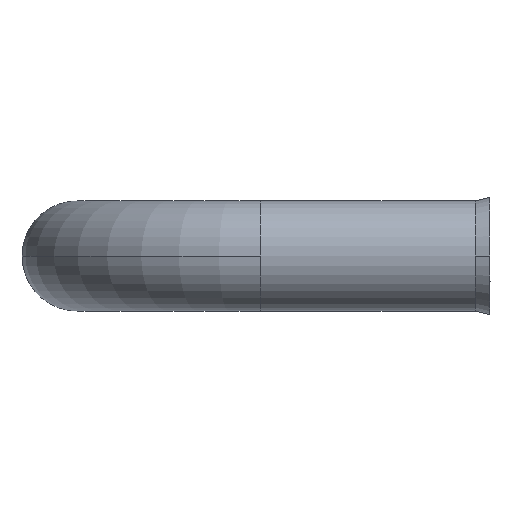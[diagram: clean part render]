
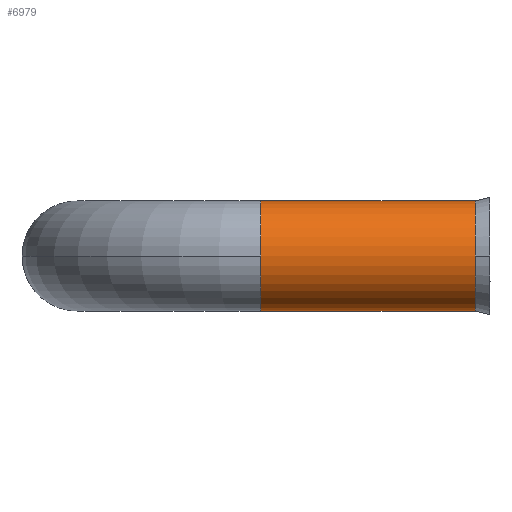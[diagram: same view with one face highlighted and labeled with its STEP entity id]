
A CAD part, left-side view. The second image highlights one B-rep face of the part: STEP entity #6979.
In plain terms, the highlighted cylindrical face has radius 6 mm (diameter 12 mm), a partial arc.
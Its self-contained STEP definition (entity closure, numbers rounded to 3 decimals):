
#8 = DIRECTION ( 'NONE',  ( 0., -1., 0. ) ) ;
#668 = AXIS2_PLACEMENT_3D ( 'NONE', #3836, #7735, #692 ) ;
#692 = DIRECTION ( 'NONE',  ( 1., 0., 0. ) ) ;
#730 = VERTEX_POINT ( 'NONE', #9413 ) ;
#939 = AXIS2_PLACEMENT_3D ( 'NONE', #4545, #6136, #6895 ) ;
#945 = VERTEX_POINT ( 'NONE', #7355 ) ;
#997 = EDGE_LOOP ( 'NONE', ( #7430, #3525, #8283, #8660, #4749, #8388 ) ) ;
#1058 = CARTESIAN_POINT ( 'NONE',  ( -62.5, 25., 0. ) ) ;
#1284 = DIRECTION ( 'NONE',  ( 0., 1., 0. ) ) ;
#1674 = DIRECTION ( 'NONE',  ( 0., 1., 0. ) ) ;
#1781 = DIRECTION ( 'NONE',  ( 0., 0., 1. ) ) ;
#1833 = VERTEX_POINT ( 'NONE', #7337 ) ;
#1915 = CIRCLE ( 'NONE', #3478, 6. ) ;
#2051 = EDGE_CURVE ( 'NONE', #1833, #7797, #2776, .T. ) ;
#2269 = EDGE_CURVE ( 'NONE', #1833, #4265, #1915, .T. ) ;
#2502 = CYLINDRICAL_SURFACE ( 'NONE', #7120, 6. ) ;
#2776 = LINE ( 'NONE', #9900, #8260 ) ;
#2804 = CARTESIAN_POINT ( 'NONE',  ( -62.5, 0., -6. ) ) ;
#3161 = EDGE_CURVE ( 'NONE', #7065, #730, #6430, .T. ) ;
#3310 = CARTESIAN_POINT ( 'NONE',  ( -68.5, 1.6, 0. ) ) ;
#3478 = AXIS2_PLACEMENT_3D ( 'NONE', #4793, #8, #9549 ) ;
#3491 = VECTOR ( 'NONE', #1284, 1000. ) ;
#3525 = ORIENTED_EDGE ( 'NONE', *, *, #3617, .F. ) ;
#3617 = EDGE_CURVE ( 'NONE', #4265, #7065, #4354, .T. ) ;
#3660 = DIRECTION ( 'NONE',  ( 0., 1., 0. ) ) ;
#3836 = CARTESIAN_POINT ( 'NONE',  ( -62.5, 1.6, 0. ) ) ;
#4265 = VERTEX_POINT ( 'NONE', #3310 ) ;
#4345 = EDGE_CURVE ( 'NONE', #945, #7797, #6302, .T. ) ;
#4354 = CIRCLE ( 'NONE', #668, 6. ) ;
#4545 = CARTESIAN_POINT ( 'NONE',  ( -62.5, 25., 0. ) ) ;
#4749 = ORIENTED_EDGE ( 'NONE', *, *, #4345, .F. ) ;
#4793 = CARTESIAN_POINT ( 'NONE',  ( -62.5, 1.6, 0. ) ) ;
#4894 = DIRECTION ( 'NONE',  ( 0., 1., 0. ) ) ;
#4946 = EDGE_CURVE ( 'NONE', #730, #945, #9623, .T. ) ;
#6136 = DIRECTION ( 'NONE',  ( 0., 1., 0. ) ) ;
#6302 = CIRCLE ( 'NONE', #8267, 6. ) ;
#6430 = LINE ( 'NONE', #2804, #3491 ) ;
#6895 = DIRECTION ( 'NONE',  ( 0., 0., 1. ) ) ;
#6979 = ADVANCED_FACE ( 'NONE', ( #7152 ), #2502, .T. ) ;
#7065 = VERTEX_POINT ( 'NONE', #7315 ) ;
#7112 = CARTESIAN_POINT ( 'NONE',  ( -62.5, 0., 0. ) ) ;
#7120 = AXIS2_PLACEMENT_3D ( 'NONE', #7112, #1674, #9680 ) ;
#7152 = FACE_OUTER_BOUND ( 'NONE', #997, .T. ) ;
#7315 = CARTESIAN_POINT ( 'NONE',  ( -62.5, 1.6, -6. ) ) ;
#7337 = CARTESIAN_POINT ( 'NONE',  ( -62.5, 1.6, 6. ) ) ;
#7355 = CARTESIAN_POINT ( 'NONE',  ( -68.5, 25., 0. ) ) ;
#7430 = ORIENTED_EDGE ( 'NONE', *, *, #3161, .F. ) ;
#7735 = DIRECTION ( 'NONE',  ( 0., -1., 0. ) ) ;
#7797 = VERTEX_POINT ( 'NONE', #9427 ) ;
#8260 = VECTOR ( 'NONE', #3660, 1000. ) ;
#8267 = AXIS2_PLACEMENT_3D ( 'NONE', #1058, #4894, #1781 ) ;
#8283 = ORIENTED_EDGE ( 'NONE', *, *, #2269, .F. ) ;
#8388 = ORIENTED_EDGE ( 'NONE', *, *, #4946, .F. ) ;
#8660 = ORIENTED_EDGE ( 'NONE', *, *, #2051, .T. ) ;
#9413 = CARTESIAN_POINT ( 'NONE',  ( -62.5, 25., -6. ) ) ;
#9427 = CARTESIAN_POINT ( 'NONE',  ( -62.5, 25., 6. ) ) ;
#9549 = DIRECTION ( 'NONE',  ( 1., 0., 0. ) ) ;
#9623 = CIRCLE ( 'NONE', #939, 6. ) ;
#9680 = DIRECTION ( 'NONE',  ( 0., 0., 1. ) ) ;
#9900 = CARTESIAN_POINT ( 'NONE',  ( -62.5, 0., 6. ) ) ;
